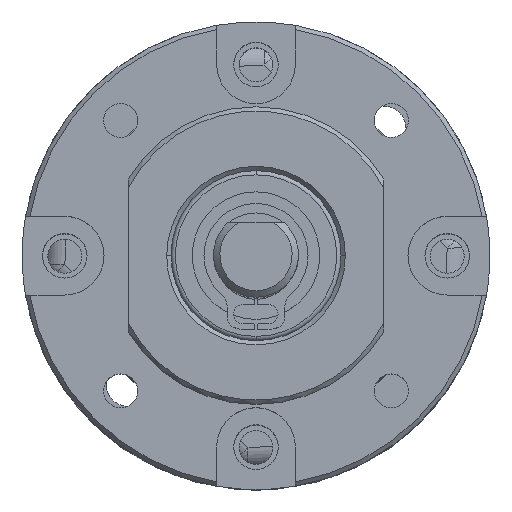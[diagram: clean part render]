
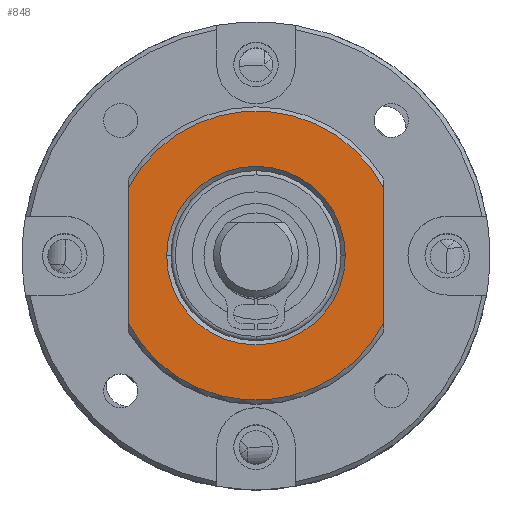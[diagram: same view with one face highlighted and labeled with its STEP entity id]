
A CAD part, top view. The second image highlights one B-rep face of the part: STEP entity #848.
In plain terms, the highlighted planar face has unit normal (0, 0, 1).
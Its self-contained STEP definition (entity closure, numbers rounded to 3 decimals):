
#227 = AXIS2_PLACEMENT_3D ( 'NONE', #18719, #5263, #11242 ) ;
#560 = CARTESIAN_POINT ( 'NONE',  ( 0., 0., 7. ) ) ;
#848 = ADVANCED_FACE ( 'NONE', ( #3687, #2228 ), #9686, .T. ) ;
#1009 = AXIS2_PLACEMENT_3D ( 'NONE', #3273, #9457, #15432 ) ;
#2228 = FACE_OUTER_BOUND ( 'NONE', #13125, .T. ) ;
#2859 = LINE ( 'NONE', #4269, #11219 ) ;
#3273 = CARTESIAN_POINT ( 'NONE',  ( 0., 0., 7. ) ) ;
#3429 = DIRECTION ( 'NONE',  ( 0., 0., 1. ) ) ;
#3466 = CIRCLE ( 'NONE', #11579, 6.8 ) ;
#3620 = ORIENTED_EDGE ( 'NONE', *, *, #7376, .T. ) ;
#3651 = EDGE_LOOP ( 'NONE', ( #3620, #16104 ) ) ;
#3687 = FACE_BOUND ( 'NONE', #3651, .T. ) ;
#3739 = AXIS2_PLACEMENT_3D ( 'NONE', #7965, #3429, #4914 ) ;
#3816 = CIRCLE ( 'NONE', #1009, 4.2 ) ;
#4176 = EDGE_CURVE ( 'NONE', #17370, #12817, #3466, .T. ) ;
#4269 = CARTESIAN_POINT ( 'NONE',  ( 6., 3.606, 7. ) ) ;
#4311 = CARTESIAN_POINT ( 'NONE',  ( -6., -3.2, 7. ) ) ;
#4456 = EDGE_CURVE ( 'NONE', #4931, #12038, #8773, .T. ) ;
#4658 = ORIENTED_EDGE ( 'NONE', *, *, #14381, .T. ) ;
#4770 = LINE ( 'NONE', #8090, #16455 ) ;
#4914 = DIRECTION ( 'NONE',  ( 1., 0., 0. ) ) ;
#4931 = VERTEX_POINT ( 'NONE', #5159 ) ;
#5159 = CARTESIAN_POINT ( 'NONE',  ( 6., 3.2, 7. ) ) ;
#5263 = DIRECTION ( 'NONE',  ( 0., 0., 1. ) ) ;
#7030 = CIRCLE ( 'NONE', #11711, 4.2 ) ;
#7306 = DIRECTION ( 'NONE',  ( 1., 0., 0. ) ) ;
#7316 = CARTESIAN_POINT ( 'NONE',  ( -4.2, 0., 7. ) ) ;
#7343 = VERTEX_POINT ( 'NONE', #7316 ) ;
#7376 = EDGE_CURVE ( 'NONE', #10485, #7343, #3816, .T. ) ;
#7401 = DIRECTION ( 'NONE',  ( 0., 1., 0. ) ) ;
#7403 = DIRECTION ( 'NONE',  ( 0., 0., -1. ) ) ;
#7755 = DIRECTION ( 'NONE',  ( 0., 0., 1. ) ) ;
#7965 = CARTESIAN_POINT ( 'NONE',  ( 0., 0., 7. ) ) ;
#8090 = CARTESIAN_POINT ( 'NONE',  ( -6., 3.606, 7. ) ) ;
#8431 = ORIENTED_EDGE ( 'NONE', *, *, #4456, .T. ) ;
#8773 = CIRCLE ( 'NONE', #3739, 6.8 ) ;
#9056 = ORIENTED_EDGE ( 'NONE', *, *, #4176, .T. ) ;
#9191 = DIRECTION ( 'NONE',  ( 0., -1., 0. ) ) ;
#9457 = DIRECTION ( 'NONE',  ( 0., 0., -1. ) ) ;
#9686 = PLANE ( 'NONE',  #227 ) ;
#10329 = EDGE_CURVE ( 'NONE', #12038, #17370, #4770, .T. ) ;
#10485 = VERTEX_POINT ( 'NONE', #18375 ) ;
#11219 = VECTOR ( 'NONE', #7401, 1000. ) ;
#11242 = DIRECTION ( 'NONE',  ( 1., 0., 0. ) ) ;
#11416 = EDGE_CURVE ( 'NONE', #7343, #10485, #7030, .T. ) ;
#11579 = AXIS2_PLACEMENT_3D ( 'NONE', #560, #7755, #18335 ) ;
#11711 = AXIS2_PLACEMENT_3D ( 'NONE', #14837, #7403, #7306 ) ;
#12038 = VERTEX_POINT ( 'NONE', #13171 ) ;
#12817 = VERTEX_POINT ( 'NONE', #16579 ) ;
#13125 = EDGE_LOOP ( 'NONE', ( #18119, #9056, #4658, #8431 ) ) ;
#13171 = CARTESIAN_POINT ( 'NONE',  ( -6., 3.2, 7. ) ) ;
#14381 = EDGE_CURVE ( 'NONE', #12817, #4931, #2859, .T. ) ;
#14837 = CARTESIAN_POINT ( 'NONE',  ( 0., 0., 7. ) ) ;
#15432 = DIRECTION ( 'NONE',  ( 1., 0., 0. ) ) ;
#16104 = ORIENTED_EDGE ( 'NONE', *, *, #11416, .T. ) ;
#16455 = VECTOR ( 'NONE', #9191, 1000. ) ;
#16579 = CARTESIAN_POINT ( 'NONE',  ( 6., -3.2, 7. ) ) ;
#17370 = VERTEX_POINT ( 'NONE', #4311 ) ;
#18119 = ORIENTED_EDGE ( 'NONE', *, *, #10329, .T. ) ;
#18335 = DIRECTION ( 'NONE',  ( 1., 0., 0. ) ) ;
#18375 = CARTESIAN_POINT ( 'NONE',  ( 4.2, 0., 7. ) ) ;
#18719 = CARTESIAN_POINT ( 'NONE',  ( 0., 0., 7. ) ) ;
